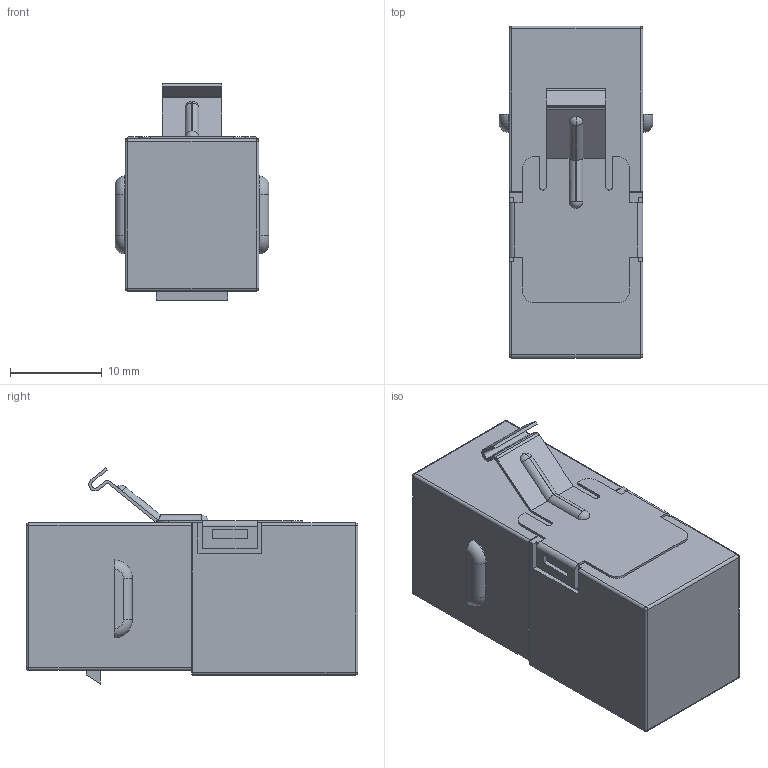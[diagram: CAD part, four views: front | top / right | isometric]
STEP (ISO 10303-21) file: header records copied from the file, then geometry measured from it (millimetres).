
FILE_DESCRIPTION (( 'STEP AP214' ), '1' );
FILE_NAME ('TDG1026KS-RC6A.STEP', '2013-10-23T15:13:11', ( 'x' ), ( '' ), 'SwSTEP 2.0', 'SolidWorks 2012', '' );
FILE_SCHEMA (( 'AUTOMOTIVE_DESIGN' ));
Length unit declared in the file: millimetre
Products named in the file (1): TDG1026KS-RC6A
Bounding box: 16.8 x 36.2 x 23.61 mm (x, y, z)
Volume: 6784.8 mm3; surface area: 4066.8 mm2
Topology: 1 solids, 1 shells, 276 faces, 750 edges, 482 vertices
Faces by surface type: plane 150, bspline 71, cylinder 40, sphere 8, torus 7
Entity records: 12918 total; most frequent: CARTESIAN_POINT 5106, ORIENTED_EDGE 1484, DIRECTION 1167, EDGE_CURVE 742, VECTOR 505, LINE 505, VERTEX_POINT 482, AXIS2_PLACEMENT_3D 331
